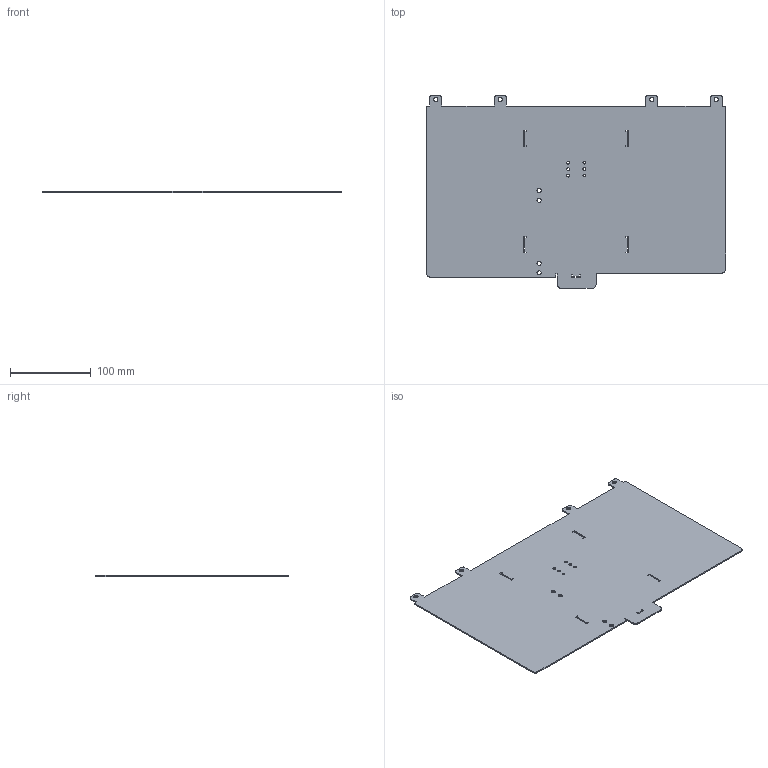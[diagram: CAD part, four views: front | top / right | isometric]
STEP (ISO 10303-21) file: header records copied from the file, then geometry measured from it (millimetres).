
FILE_DESCRIPTION(/* description */ (''),/* implementation_level */ '2;1');
FILE_NAME(/* name */ 'Major CPU Duct V2.1b.step',/* time_stamp */ '2019-05-21T10:23:09-06:00',/* author */ (''),/* organization */ (''),/* preprocessor_version */ 'ST-DEVELOPER v18',/* originating_system */ 'Autodesk Translation Framework v8.2.0.1029',/* authorisation */ '');
FILE_SCHEMA (('AUTOMOTIVE_DESIGN { 1 0 10303 214 3 1 1 }'));
Length unit declared in the file: millimetre
Products named in the file (1): Major CPU Duct V2.1b
Bounding box: 370.24 x 238.54 x 1.6 mm (x, y, z)
Volume: 125774.7 mm3; surface area: 159959.6 mm2
Topology: 1 solids, 1 shells, 102 faces, 300 edges, 200 vertices
Faces by surface type: plane 76, cylinder 26
Full cylindrical faces by diameter (mm): 3.4 x6, 5.2 x8
Entity records: 3485 total; most frequent: CARTESIAN_POINT 603, ORIENTED_EDGE 600, DIRECTION 558, EDGE_CURVE 300, LINE 248, VECTOR 248, VERTEX_POINT 200, AXIS2_PLACEMENT_3D 155
